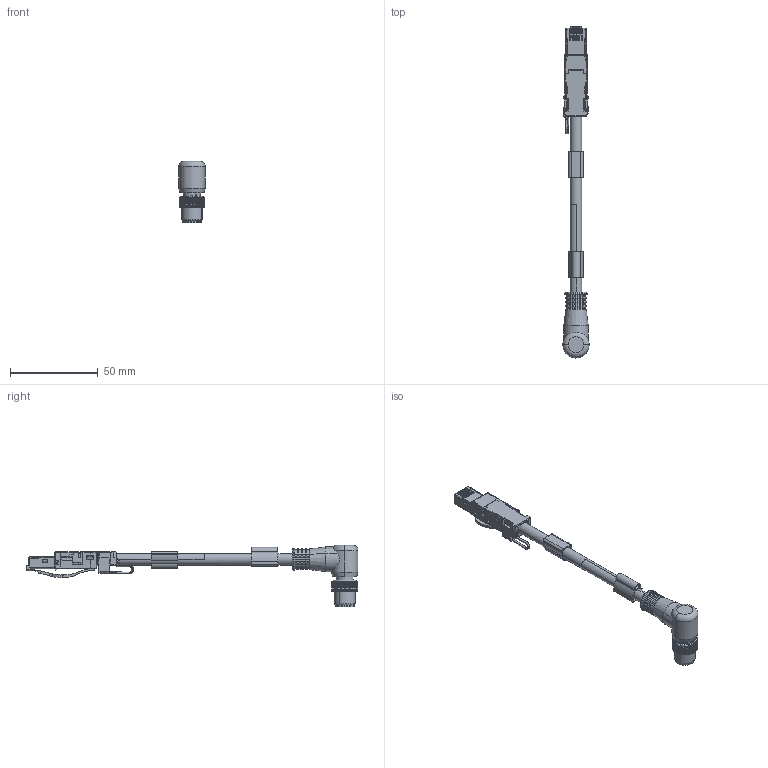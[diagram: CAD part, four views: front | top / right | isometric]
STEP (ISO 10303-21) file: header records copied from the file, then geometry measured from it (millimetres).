
FILE_DESCRIPTION(('CATIA V5 STEP Exchange','CAx-IF Rec.Pracs.--- Model Styling and Organization---1.5--- 2016-08-15','CAx-IF Rec.Pracs.---Supplemental Geometry---1.0---2011-11-01','CAx-IF Rec.Pracs.--- Composite Materials ---1.1---2010-07-15'),'2;1');
FILE_NAME ('1484753-2_0', '2025-06-03T09:07:31+00:00', ('none'), ('Weidmueller'), 'CATIA Version 5-6 Release 2022 SP4 HF5', 'CATIA V5 STEP AP214 v3', 'none');
FILE_SCHEMA(('AUTOMOTIVE_DESIGN { 1 0 10303 214 1 1 1 1 }'));
Length unit declared in the file: millimetre
Products named in the file (1): 2901280000
Bounding box: 15 x 188.82 x 35 mm (x, y, z)
Volume: 15287.6 mm3; surface area: 14913.8 mm2
Topology: 2 solids, 15 shells, 1971 faces, 5535 edges, 3530 vertices
Faces by surface type: plane 1083, cylinder 589, cone 129, torus 123, sphere 30, bspline 15, extrusion 2
Entity records: 65735 total; most frequent: CARTESIAN_POINT 17714, ORIENTED_EDGE 10994, DIRECTION 7775, EDGE_CURVE 5497, VERTEX_POINT 3530, VECTOR 3493, LINE 3491, AXIS2_PLACEMENT_3D 2707
